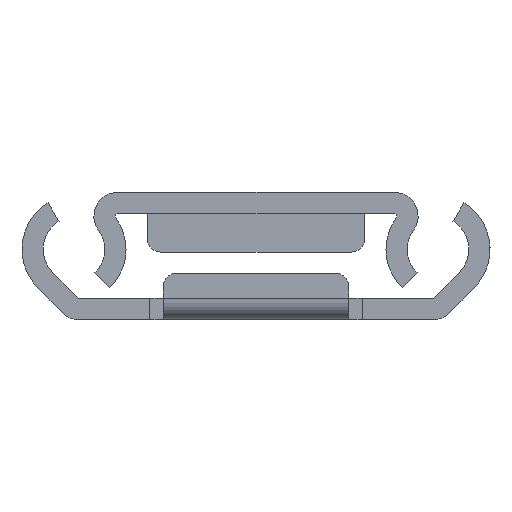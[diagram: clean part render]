
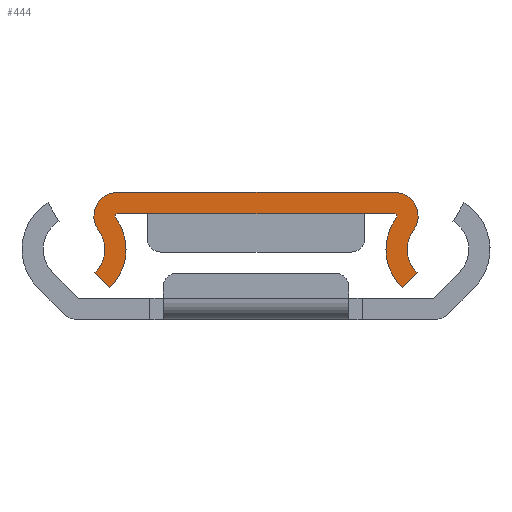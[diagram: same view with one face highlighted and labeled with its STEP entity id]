
A CAD part, left-side view. The second image highlights one B-rep face of the part: STEP entity #444.
In plain terms, the highlighted planar face has unit normal (-1, 0, 0).
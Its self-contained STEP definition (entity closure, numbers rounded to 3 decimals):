
#3 = DIRECTION ( 'NONE',  ( 0., 0.689, -0.725 ) ) ;
#22 = CIRCLE ( 'NONE', #932, 1.8 ) ;
#26 = ORIENTED_EDGE ( 'NONE', *, *, #3740, .F. ) ;
#72 = VECTOR ( 'NONE', #2664, 1000. ) ;
#91 = CARTESIAN_POINT ( 'NONE',  ( 0., 0., -1.6 ) ) ;
#203 = VERTEX_POINT ( 'NONE', #2726 ) ;
#233 = AXIS2_PLACEMENT_3D ( 'NONE', #525, #2391, #1822 ) ;
#308 = LINE ( 'NONE', #3839, #2642 ) ;
#370 = CARTESIAN_POINT ( 'NONE',  ( 0., -10.425, -1.8 ) ) ;
#444 = ADVANCED_FACE ( 'NONE', ( #1525 ), #4059, .F. ) ;
#458 = CARTESIAN_POINT ( 'NONE',  ( 0., 12.147, -6.04 ) ) ;
#476 = VERTEX_POINT ( 'NONE', #3115 ) ;
#525 = CARTESIAN_POINT ( 'NONE',  ( 0., 10.425, -1.8 ) ) ;
#597 = CARTESIAN_POINT ( 'NONE',  ( 0., -13.8, -4.3 ) ) ;
#612 = CIRCLE ( 'NONE', #3220, 2.4 ) ;
#657 = ORIENTED_EDGE ( 'NONE', *, *, #3135, .T. ) ;
#671 = EDGE_CURVE ( 'NONE', #3340, #2024, #1359, .T. ) ;
#688 = DIRECTION ( 'NONE',  ( 0., 0., -1. ) ) ;
#772 = CARTESIAN_POINT ( 'NONE',  ( 0., 13.8, -4.3 ) ) ;
#853 = ORIENTED_EDGE ( 'NONE', *, *, #898, .F. ) ;
#898 = EDGE_CURVE ( 'NONE', #3372, #2024, #925, .T. ) ;
#925 = LINE ( 'NONE', #91, #72 ) ;
#929 = DIRECTION ( 'NONE',  ( 0., 0., -1. ) ) ;
#932 = AXIS2_PLACEMENT_3D ( 'NONE', #4070, #2102, #2013 ) ;
#1019 = CIRCLE ( 'NONE', #2748, 1.8 ) ;
#1025 = EDGE_CURVE ( 'NONE', #3045, #2942, #2110, .T. ) ;
#1058 = CIRCLE ( 'NONE', #3736, 4. ) ;
#1094 = DIRECTION ( 'NONE',  ( 0., 0., -1. ) ) ;
#1183 = EDGE_CURVE ( 'NONE', #2608, #2942, #22, .T. ) ;
#1359 = CIRCLE ( 'NONE', #233, 0.2 ) ;
#1478 = CARTESIAN_POINT ( 'NONE',  ( 0., -13.8, -4.3 ) ) ;
#1525 = FACE_OUTER_BOUND ( 'NONE', #1669, .T. ) ;
#1536 = DIRECTION ( 'NONE',  ( 0., 0., -1. ) ) ;
#1635 = CARTESIAN_POINT ( 'NONE',  ( 0., -10.425, -1.8 ) ) ;
#1662 = CARTESIAN_POINT ( 'NONE',  ( 0., 12.147, -6.04 ) ) ;
#1669 = EDGE_LOOP ( 'NONE', ( #853, #2662, #657, #1684, #3079, #2686, #3391, #3848, #2799, #4067, #26, #3452 ) ) ;
#1684 = ORIENTED_EDGE ( 'NONE', *, *, #3269, .F. ) ;
#1781 = DIRECTION ( 'NONE',  ( 0., 0., -1. ) ) ;
#1822 = DIRECTION ( 'NONE',  ( 0., 0., -1. ) ) ;
#1836 = EDGE_CURVE ( 'NONE', #2608, #2193, #2392, .T. ) ;
#1848 = CARTESIAN_POINT ( 'NONE',  ( 0., 13.8, -4.3 ) ) ;
#1912 = CARTESIAN_POINT ( 'NONE',  ( 0., 10.425, -1.8 ) ) ;
#1945 = DIRECTION ( 'NONE',  ( 0., 0., -1. ) ) ;
#2013 = DIRECTION ( 'NONE',  ( 0., 0., -1. ) ) ;
#2024 = VERTEX_POINT ( 'NONE', #2523 ) ;
#2102 = DIRECTION ( 'NONE',  ( 1., 0., 0. ) ) ;
#2110 = LINE ( 'NONE', #2120, #3728 ) ;
#2120 = CARTESIAN_POINT ( 'NONE',  ( 0., 0., 0. ) ) ;
#2144 = DIRECTION ( 'NONE',  ( 0., 1., 0. ) ) ;
#2151 = AXIS2_PLACEMENT_3D ( 'NONE', #1478, #3708, #1781 ) ;
#2193 = VERTEX_POINT ( 'NONE', #458 ) ;
#2211 = AXIS2_PLACEMENT_3D ( 'NONE', #1912, #3827, #3735 ) ;
#2262 = EDGE_CURVE ( 'NONE', #2193, #2885, #3913, .T. ) ;
#2285 = CIRCLE ( 'NONE', #2151, 4. ) ;
#2391 = DIRECTION ( 'NONE',  ( 1., 0., 0. ) ) ;
#2392 = CIRCLE ( 'NONE', #3991, 2.4 ) ;
#2475 = CARTESIAN_POINT ( 'NONE',  ( 0., -10.586, -1.919 ) ) ;
#2521 = VERTEX_POINT ( 'NONE', #2475 ) ;
#2523 = CARTESIAN_POINT ( 'NONE',  ( 0., 10.425, -1.6 ) ) ;
#2590 = DIRECTION ( 'NONE',  ( -1., 0., 0. ) ) ;
#2608 = VERTEX_POINT ( 'NONE', #3168 ) ;
#2642 = VECTOR ( 'NONE', #3, 1000. ) ;
#2662 = ORIENTED_EDGE ( 'NONE', *, *, #3349, .F. ) ;
#2664 = DIRECTION ( 'NONE',  ( 0., 1., 0. ) ) ;
#2679 = EDGE_CURVE ( 'NONE', #3624, #3045, #1019, .T. ) ;
#2684 = CARTESIAN_POINT ( 'NONE',  ( 0., -10.425, 0. ) ) ;
#2686 = ORIENTED_EDGE ( 'NONE', *, *, #2679, .T. ) ;
#2687 = CARTESIAN_POINT ( 'NONE',  ( 0., 11.045, -7.2 ) ) ;
#2715 = CARTESIAN_POINT ( 'NONE',  ( 0., -11.871, -2.871 ) ) ;
#2726 = CARTESIAN_POINT ( 'NONE',  ( 0., -11.045, -7.2 ) ) ;
#2748 = AXIS2_PLACEMENT_3D ( 'NONE', #1635, #3888, #1945 ) ;
#2799 = ORIENTED_EDGE ( 'NONE', *, *, #1836, .T. ) ;
#2830 = DIRECTION ( 'NONE',  ( -1., 0., 0. ) ) ;
#2885 = VERTEX_POINT ( 'NONE', #2687 ) ;
#2942 = VERTEX_POINT ( 'NONE', #3583 ) ;
#2994 = DIRECTION ( 'NONE',  ( 1., 0., 0. ) ) ;
#3045 = VERTEX_POINT ( 'NONE', #2684 ) ;
#3048 = VECTOR ( 'NONE', #3163, 1000. ) ;
#3079 = ORIENTED_EDGE ( 'NONE', *, *, #3189, .F. ) ;
#3103 = CIRCLE ( 'NONE', #3149, 0.2 ) ;
#3115 = CARTESIAN_POINT ( 'NONE',  ( 0., -12.147, -6.04 ) ) ;
#3135 = EDGE_CURVE ( 'NONE', #2521, #203, #2285, .T. ) ;
#3149 = AXIS2_PLACEMENT_3D ( 'NONE', #370, #2590, #688 ) ;
#3163 = DIRECTION ( 'NONE',  ( 0., -0.689, -0.725 ) ) ;
#3168 = CARTESIAN_POINT ( 'NONE',  ( 0., 11.871, -2.871 ) ) ;
#3189 = EDGE_CURVE ( 'NONE', #3624, #476, #612, .T. ) ;
#3220 = AXIS2_PLACEMENT_3D ( 'NONE', #597, #2830, #929 ) ;
#3269 = EDGE_CURVE ( 'NONE', #476, #203, #308, .T. ) ;
#3340 = VERTEX_POINT ( 'NONE', #3551 ) ;
#3349 = EDGE_CURVE ( 'NONE', #2521, #3372, #3103, .T. ) ;
#3372 = VERTEX_POINT ( 'NONE', #3902 ) ;
#3391 = ORIENTED_EDGE ( 'NONE', *, *, #1025, .T. ) ;
#3452 = ORIENTED_EDGE ( 'NONE', *, *, #671, .T. ) ;
#3551 = CARTESIAN_POINT ( 'NONE',  ( 0., 10.586, -1.919 ) ) ;
#3583 = CARTESIAN_POINT ( 'NONE',  ( 0., 10.425, 0. ) ) ;
#3624 = VERTEX_POINT ( 'NONE', #2715 ) ;
#3708 = DIRECTION ( 'NONE',  ( -1., 0., 0. ) ) ;
#3728 = VECTOR ( 'NONE', #2144, 1000. ) ;
#3735 = DIRECTION ( 'NONE',  ( 0., 0., -1. ) ) ;
#3736 = AXIS2_PLACEMENT_3D ( 'NONE', #772, #2994, #1094 ) ;
#3740 = EDGE_CURVE ( 'NONE', #3340, #2885, #1058, .T. ) ;
#3827 = DIRECTION ( 'NONE',  ( 1., 0., 0. ) ) ;
#3839 = CARTESIAN_POINT ( 'NONE',  ( 0., -12.147, -6.04 ) ) ;
#3848 = ORIENTED_EDGE ( 'NONE', *, *, #1183, .F. ) ;
#3888 = DIRECTION ( 'NONE',  ( -1., 0., 0. ) ) ;
#3902 = CARTESIAN_POINT ( 'NONE',  ( 0., -10.425, -1.6 ) ) ;
#3913 = LINE ( 'NONE', #1662, #3048 ) ;
#3991 = AXIS2_PLACEMENT_3D ( 'NONE', #1848, #4111, #1536 ) ;
#4059 = PLANE ( 'NONE',  #2211 ) ;
#4067 = ORIENTED_EDGE ( 'NONE', *, *, #2262, .T. ) ;
#4070 = CARTESIAN_POINT ( 'NONE',  ( 0., 10.425, -1.8 ) ) ;
#4111 = DIRECTION ( 'NONE',  ( 1., 0., 0. ) ) ;
